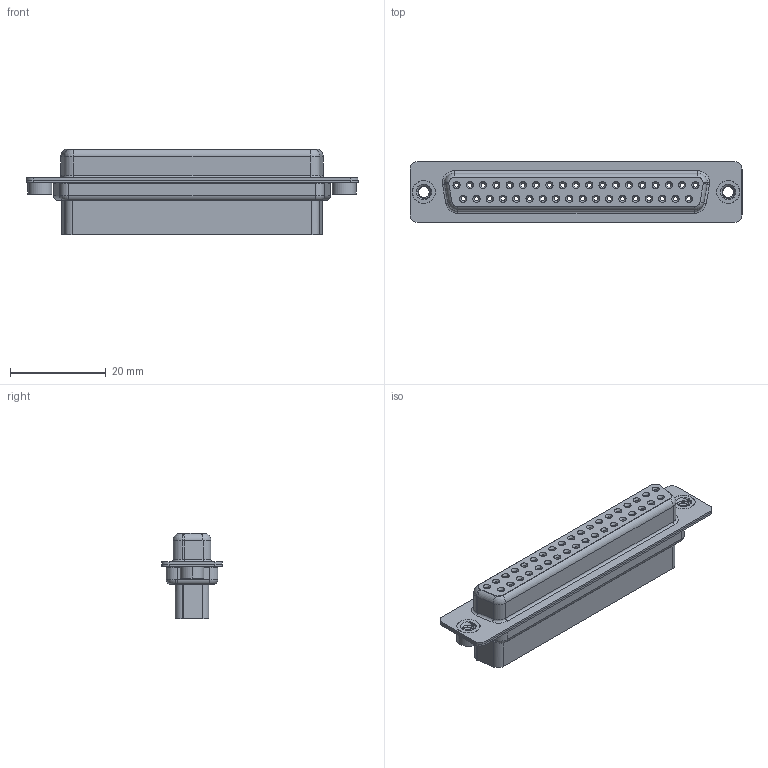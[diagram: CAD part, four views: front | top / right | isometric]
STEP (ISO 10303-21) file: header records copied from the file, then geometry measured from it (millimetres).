
FILE_DESCRIPTION (( 'STEP AP203' ), '1' );
FILE_NAME ('628-050-010-310.STEP', '2018-11-21T22:17:29', ( '' ), ( '' ), 'SwSTEP 2.0', 'SolidWorks 2016', '' );
FILE_SCHEMA (( 'CONFIG_CONTROL_DESIGN' ));
Length unit declared in the file: millimetre
Products named in the file (5): 628 Housing_37 HP; 628 Shell Front_37 Contacts; 628 Shell Rear_37 Contacts; 628 4-40 Threaded Rivet; 628-050-010-310
Assembly tree (5 placements, depth 2):
  628-050-010-310
    628 Housing_37 HP
    628 Shell Front_37 Contacts
    628 Shell Rear_37 Contacts
    628 4-40 Threaded Rivet  x2
Bounding box: 69.3 x 12.6 x 17.9 mm (x, y, z)
Volume: 6659.7 mm3; surface area: 10942.9 mm2
Topology: 5 solids, 5 shells, 756 faces, 1711 edges, 1087 vertices
Faces by surface type: cylinder 431, plane 178, cone 84, torus 57, bspline 6
Entity records: 22717 total; most frequent: CARTESIAN_POINT 5048, DIRECTION 3964, ORIENTED_EDGE 3270, AXIS2_PLACEMENT_3D 1674, EDGE_CURVE 1635, VERTEX_POINT 1038, CIRCLE 944, EDGE_LOOP 933
